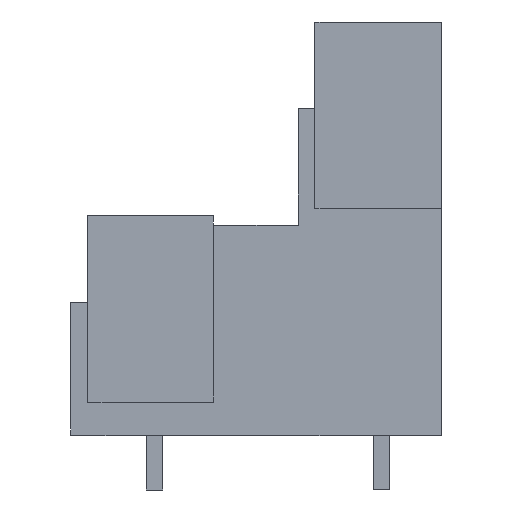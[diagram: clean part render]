
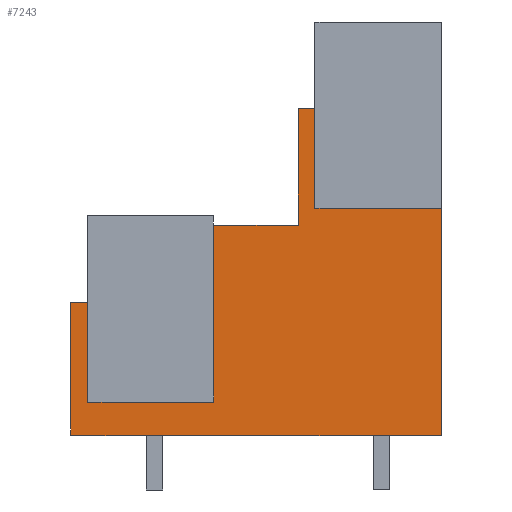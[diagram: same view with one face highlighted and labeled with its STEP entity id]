
A CAD part, left-side view. The second image highlights one B-rep face of the part: STEP entity #7243.
In plain terms, the highlighted planar face has unit normal (-1, 0, 0).
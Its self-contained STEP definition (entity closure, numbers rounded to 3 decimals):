
#7212=AXIS2_PLACEMENT_3D('Plane Axis2P3D',#7209,#7210,#7211) ;
#1984=CARTESIAN_POINT('Vertex',(3.45,7.5,22.6)) ;
#1987=CARTESIAN_POINT('Line Origine',(3.45,7.5,19.65)) ;
#1991=CARTESIAN_POINT('Vertex',(3.45,7.5,16.7)) ;
#2581=CARTESIAN_POINT('Vertex',(3.45,8.5,22.6)) ;
#2584=CARTESIAN_POINT('Line Origine',(3.45,8.,22.6)) ;
#2612=CARTESIAN_POINT('Vertex',(3.45,8.5,15.7)) ;
#2615=CARTESIAN_POINT('Line Origine',(3.45,8.5,19.15)) ;
#2671=CARTESIAN_POINT('Vertex',(3.45,13.5,15.7)) ;
#2674=CARTESIAN_POINT('Line Origine',(3.45,11.,15.7)) ;
#5123=CARTESIAN_POINT('Vertex',(3.45,20.975,11.1)) ;
#5126=CARTESIAN_POINT('Line Origine',(3.45,20.975,8.15)) ;
#5130=CARTESIAN_POINT('Vertex',(3.45,20.975,5.2)) ;
#5711=CARTESIAN_POINT('Vertex',(3.45,22.,11.1)) ;
#5714=CARTESIAN_POINT('Line Origine',(3.45,21.488,11.1)) ;
#5847=CARTESIAN_POINT('Vertex',(3.45,22.,3.2)) ;
#5850=CARTESIAN_POINT('Line Origine',(3.45,22.,3.4)) ;
#5854=CARTESIAN_POINT('Vertex',(3.45,22.,3.6)) ;
#5857=CARTESIAN_POINT('Line Origine',(3.45,22.,7.35)) ;
#6183=CARTESIAN_POINT('Vertex',(3.45,0.,3.2)) ;
#6186=CARTESIAN_POINT('Line Origine',(3.45,7.5,3.2)) ;
#6190=CARTESIAN_POINT('Vertex',(3.45,15.,3.2)) ;
#6193=CARTESIAN_POINT('Line Origine',(3.45,17.,3.2)) ;
#6197=CARTESIAN_POINT('Vertex',(3.45,19.,3.2)) ;
#6200=CARTESIAN_POINT('Line Origine',(3.45,20.5,3.2)) ;
#6332=CARTESIAN_POINT('Vertex',(3.45,0.,16.7)) ;
#6335=CARTESIAN_POINT('Line Origine',(3.45,0.,9.95)) ;
#7197=CARTESIAN_POINT('Line Origine',(3.45,3.75,16.7)) ;
#7209=CARTESIAN_POINT('Axis2P3D Location',(3.45,0.,3.6)) ;
#7214=CARTESIAN_POINT('Line Origine',(3.45,13.5,10.45)) ;
#7218=CARTESIAN_POINT('Vertex',(3.45,13.5,5.2)) ;
#7221=CARTESIAN_POINT('Line Origine',(3.45,17.237,5.2)) ;
#1988=DIRECTION('Vector Direction',(0.,0.,-1.)) ;
#2585=DIRECTION('Vector Direction',(0.,1.,0.)) ;
#2616=DIRECTION('Vector Direction',(0.,0.,-1.)) ;
#2675=DIRECTION('Vector Direction',(0.,1.,0.)) ;
#5127=DIRECTION('Vector Direction',(0.,0.,-1.)) ;
#5715=DIRECTION('Vector Direction',(0.,1.,0.)) ;
#5851=DIRECTION('Vector Direction',(0.,0.,-1.)) ;
#5858=DIRECTION('Vector Direction',(0.,0.,-1.)) ;
#6187=DIRECTION('Vector Direction',(0.,-1.,0.)) ;
#6194=DIRECTION('Vector Direction',(0.,-1.,0.)) ;
#6201=DIRECTION('Vector Direction',(0.,-1.,0.)) ;
#6336=DIRECTION('Vector Direction',(0.,0.,1.)) ;
#7198=DIRECTION('Vector Direction',(0.,-1.,0.)) ;
#7210=DIRECTION('Axis2P3D Direction',(-1.,0.,0.)) ;
#7211=DIRECTION('Axis2P3D XDirection',(0.,0.,-1.)) ;
#7215=DIRECTION('Vector Direction',(0.,0.,-1.)) ;
#7222=DIRECTION('Vector Direction',(0.,-1.,0.)) ;
#1989=VECTOR('Line Direction',#1988,1.) ;
#2586=VECTOR('Line Direction',#2585,1.) ;
#2617=VECTOR('Line Direction',#2616,1.) ;
#2676=VECTOR('Line Direction',#2675,1.) ;
#5128=VECTOR('Line Direction',#5127,1.) ;
#5716=VECTOR('Line Direction',#5715,1.) ;
#5852=VECTOR('Line Direction',#5851,1.) ;
#5859=VECTOR('Line Direction',#5858,1.) ;
#6188=VECTOR('Line Direction',#6187,1.) ;
#6195=VECTOR('Line Direction',#6194,1.) ;
#6202=VECTOR('Line Direction',#6201,1.) ;
#6337=VECTOR('Line Direction',#6336,1.) ;
#7199=VECTOR('Line Direction',#7198,1.) ;
#7216=VECTOR('Line Direction',#7215,1.) ;
#7223=VECTOR('Line Direction',#7222,1.) ;
#7227=ORIENTED_EDGE('',*,*,#6199,.F.) ;
#7228=ORIENTED_EDGE('',*,*,#6192,.T.) ;
#7229=ORIENTED_EDGE('',*,*,#6339,.T.) ;
#7230=ORIENTED_EDGE('',*,*,#7201,.F.) ;
#7231=ORIENTED_EDGE('',*,*,#1993,.F.) ;
#7232=ORIENTED_EDGE('',*,*,#2588,.T.) ;
#7233=ORIENTED_EDGE('',*,*,#2619,.T.) ;
#7234=ORIENTED_EDGE('',*,*,#2678,.T.) ;
#7235=ORIENTED_EDGE('',*,*,#7220,.T.) ;
#7236=ORIENTED_EDGE('',*,*,#7225,.F.) ;
#7237=ORIENTED_EDGE('',*,*,#5132,.F.) ;
#7238=ORIENTED_EDGE('',*,*,#5718,.T.) ;
#7239=ORIENTED_EDGE('',*,*,#5861,.T.) ;
#7240=ORIENTED_EDGE('',*,*,#5856,.F.) ;
#7241=ORIENTED_EDGE('',*,*,#6204,.T.) ;
#7243=ADVANCED_FACE('Housing',(#7242),#7213,.T.) ;
#1993=EDGE_CURVE('',#1985,#1992,#1990,.T.) ;
#2588=EDGE_CURVE('',#1985,#2582,#2587,.T.) ;
#2619=EDGE_CURVE('',#2582,#2613,#2618,.T.) ;
#2678=EDGE_CURVE('',#2613,#2672,#2677,.T.) ;
#5132=EDGE_CURVE('',#5124,#5131,#5129,.T.) ;
#5718=EDGE_CURVE('',#5124,#5712,#5717,.T.) ;
#5856=EDGE_CURVE('',#5848,#5855,#5853,.F.) ;
#5861=EDGE_CURVE('',#5712,#5855,#5860,.T.) ;
#6192=EDGE_CURVE('',#6191,#6184,#6189,.T.) ;
#6199=EDGE_CURVE('',#6191,#6198,#6196,.F.) ;
#6204=EDGE_CURVE('',#5848,#6198,#6203,.T.) ;
#6339=EDGE_CURVE('',#6184,#6333,#6338,.T.) ;
#7201=EDGE_CURVE('',#1992,#6333,#7200,.T.) ;
#7220=EDGE_CURVE('',#2672,#7219,#7217,.T.) ;
#7225=EDGE_CURVE('',#5131,#7219,#7224,.T.) ;
#7226=EDGE_LOOP('',(#7227,#7228,#7229,#7230,#7231,#7232,#7233,#7234,#7235,#7236,#7237,#7238,#7239,#7240,#7241)) ;
#7242=FACE_OUTER_BOUND('',#7226,.T.) ;
#1990=LINE('Line',#1987,#1989) ;
#2587=LINE('Line',#2584,#2586) ;
#2618=LINE('Line',#2615,#2617) ;
#2677=LINE('Line',#2674,#2676) ;
#5129=LINE('Line',#5126,#5128) ;
#5717=LINE('Line',#5714,#5716) ;
#5853=LINE('Line',#5850,#5852) ;
#5860=LINE('Line',#5857,#5859) ;
#6189=LINE('Line',#6186,#6188) ;
#6196=LINE('Line',#6193,#6195) ;
#6203=LINE('Line',#6200,#6202) ;
#6338=LINE('Line',#6335,#6337) ;
#7200=LINE('Line',#7197,#7199) ;
#7217=LINE('Line',#7214,#7216) ;
#7224=LINE('Line',#7221,#7223) ;
#7213=PLANE('',#7212) ;
#1985=VERTEX_POINT('',#1984) ;
#1992=VERTEX_POINT('',#1991) ;
#2582=VERTEX_POINT('',#2581) ;
#2613=VERTEX_POINT('',#2612) ;
#2672=VERTEX_POINT('',#2671) ;
#5124=VERTEX_POINT('',#5123) ;
#5131=VERTEX_POINT('',#5130) ;
#5712=VERTEX_POINT('',#5711) ;
#5848=VERTEX_POINT('',#5847) ;
#5855=VERTEX_POINT('',#5854) ;
#6184=VERTEX_POINT('',#6183) ;
#6191=VERTEX_POINT('',#6190) ;
#6198=VERTEX_POINT('',#6197) ;
#6333=VERTEX_POINT('',#6332) ;
#7219=VERTEX_POINT('',#7218) ;
